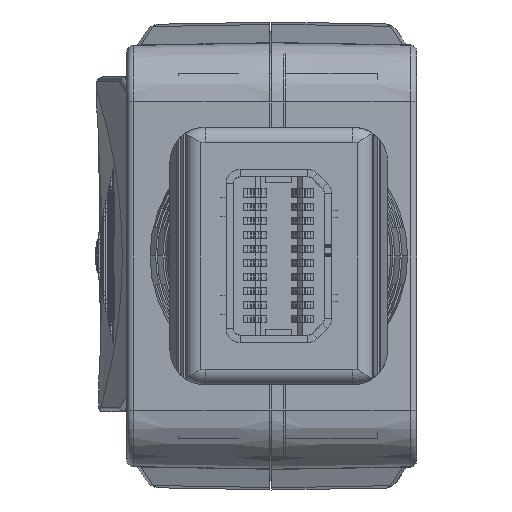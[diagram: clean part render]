
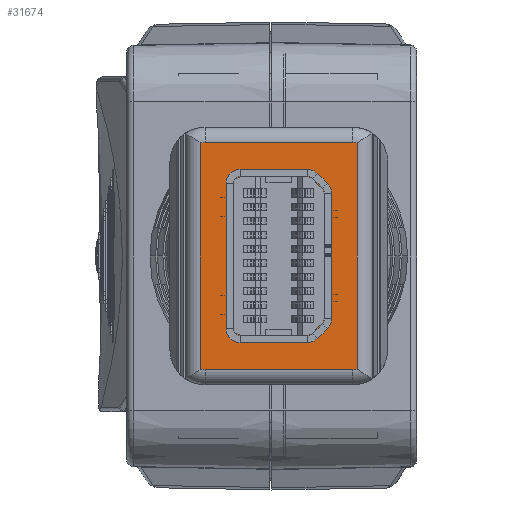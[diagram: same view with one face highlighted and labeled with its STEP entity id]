
A CAD part, left-side view. The second image highlights one B-rep face of the part: STEP entity #31674.
In plain terms, the highlighted face is planar.
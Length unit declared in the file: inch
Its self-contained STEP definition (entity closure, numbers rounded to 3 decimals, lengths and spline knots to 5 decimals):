
#564 = ORIENTED_EDGE ( 'NONE', *, *, #59034, .T. ) ;
#2699 = LINE ( 'NONE', #95692, #29583 ) ;
#9862 = LINE ( 'NONE', #17787, #24913 ) ;
#14135 = DIRECTION ( 'NONE',  ( 0., 0., 1. ) ) ;
#14636 = VECTOR ( 'NONE', #99689, 39.37008 ) ;
#17787 = CARTESIAN_POINT ( 'NONE',  ( 0.3563, 0.13189, 0.21654 ) ) ;
#18619 = CARTESIAN_POINT ( 'NONE',  ( 0.3563, 0.12402, 0.15748 ) ) ;
#19171 = VERTEX_POINT ( 'NONE', #52992 ) ;
#22436 = CARTESIAN_POINT ( 'NONE',  ( 0.3563, 0.12402, 0.19094 ) ) ;
#23311 = CARTESIAN_POINT ( 'NONE',  ( 0.3563, -0.13189, 0.21654 ) ) ;
#24224 = AXIS2_PLACEMENT_3D ( 'NONE', #124562, #94807, #57696 ) ;
#24913 = VECTOR ( 'NONE', #25811, 39.37008 ) ;
#25383 = ORIENTED_EDGE ( 'NONE', *, *, #45990, .T. ) ;
#25811 = DIRECTION ( 'NONE',  ( 0., 0., 1. ) ) ;
#27036 = AXIS2_PLACEMENT_3D ( 'NONE', #70425, #42233, #117995 ) ;
#28958 = VECTOR ( 'NONE', #99439, 39.37008 ) ;
#29583 = VECTOR ( 'NONE', #66579, 39.37008 ) ;
#30042 = PLANE ( 'NONE',  #41901 ) ;
#31674 = ADVANCED_FACE ( 'NONE', ( #49809 ), #30042, .F. ) ;
#32339 = CARTESIAN_POINT ( 'NONE',  ( 0.3563, 0.17126, -0.19094 ) ) ;
#33011 = DIRECTION ( 'NONE',  ( 1., 0., 0. ) ) ;
#35256 = CARTESIAN_POINT ( 'NONE',  ( 0.3563, 0.13189, 0.19001 ) ) ;
#35472 = VERTEX_POINT ( 'NONE', #66060 ) ;
#38679 = DIRECTION ( 'NONE',  ( 0., 0., 1. ) ) ;
#40109 = LINE ( 'NONE', #32339, #14636 ) ;
#41790 = EDGE_CURVE ( 'NONE', #117266, #89227, #58932, .T. ) ;
#41901 = AXIS2_PLACEMENT_3D ( 'NONE', #97382, #47663, #57339 ) ;
#42233 = DIRECTION ( 'NONE',  ( 1., 0., 0. ) ) ;
#42864 = EDGE_CURVE ( 'NONE', #89227, #50337, #121563, .T. ) ;
#45990 = EDGE_CURVE ( 'NONE', #117259, #19171, #2699, .T. ) ;
#47663 = DIRECTION ( 'NONE',  ( -1., 0., 0. ) ) ;
#49809 = FACE_OUTER_BOUND ( 'NONE', #100793, .T. ) ;
#50337 = VERTEX_POINT ( 'NONE', #83882 ) ;
#52555 = VERTEX_POINT ( 'NONE', #75933 ) ;
#52992 = CARTESIAN_POINT ( 'NONE',  ( 0.3563, -0.12402, 0.19094 ) ) ;
#53972 = VERTEX_POINT ( 'NONE', #35256 ) ;
#57339 = DIRECTION ( 'NONE',  ( 0., 0., 1. ) ) ;
#57696 = DIRECTION ( 'NONE',  ( 0., 0., 1. ) ) ;
#58932 = LINE ( 'NONE', #23311, #28958 ) ;
#59034 = EDGE_CURVE ( 'NONE', #35472, #52555, #93853, .T. ) ;
#63184 = ORIENTED_EDGE ( 'NONE', *, *, #42864, .T. ) ;
#66060 = CARTESIAN_POINT ( 'NONE',  ( 0.3563, 0.12402, -0.19094 ) ) ;
#66579 = DIRECTION ( 'NONE',  ( 0., -1., 0. ) ) ;
#68665 = CARTESIAN_POINT ( 'NONE',  ( 0.3563, -0.13189, -0.19001 ) ) ;
#69718 = CIRCLE ( 'NONE', #121554, 0.03346 ) ;
#70425 = CARTESIAN_POINT ( 'NONE',  ( 0.3563, -0.12402, -0.15748 ) ) ;
#75933 = CARTESIAN_POINT ( 'NONE',  ( 0.3563, 0.13189, -0.19001 ) ) ;
#76166 = ORIENTED_EDGE ( 'NONE', *, *, #102095, .T. ) ;
#79353 = ORIENTED_EDGE ( 'NONE', *, *, #80251, .T. ) ;
#80251 = EDGE_CURVE ( 'NONE', #50337, #35472, #40109, .T. ) ;
#80304 = ORIENTED_EDGE ( 'NONE', *, *, #86614, .T. ) ;
#83882 = CARTESIAN_POINT ( 'NONE',  ( 0.3563, -0.12402, -0.19094 ) ) ;
#86614 = EDGE_CURVE ( 'NONE', #52555, #53972, #9862, .T. ) ;
#89227 = VERTEX_POINT ( 'NONE', #68665 ) ;
#90214 = CARTESIAN_POINT ( 'NONE',  ( 0.3563, 0.12402, -0.15748 ) ) ;
#91553 = ORIENTED_EDGE ( 'NONE', *, *, #41790, .T. ) ;
#93853 = CIRCLE ( 'NONE', #106053, 0.03346 ) ;
#94807 = DIRECTION ( 'NONE',  ( 1., 0., 0. ) ) ;
#95692 = CARTESIAN_POINT ( 'NONE',  ( 0.3563, 0.17126, 0.19094 ) ) ;
#96400 = DIRECTION ( 'NONE',  ( 1., 0., 0. ) ) ;
#97382 = CARTESIAN_POINT ( 'NONE',  ( 0.3563, 0.17126, 0.21654 ) ) ;
#99439 = DIRECTION ( 'NONE',  ( 0., 0., -1. ) ) ;
#99689 = DIRECTION ( 'NONE',  ( 0., 1., 0. ) ) ;
#100793 = EDGE_LOOP ( 'NONE', ( #120804, #91553, #63184, #79353, #564, #80304, #76166, #25383 ) ) ;
#102095 = EDGE_CURVE ( 'NONE', #53972, #117259, #69718, .T. ) ;
#106053 = AXIS2_PLACEMENT_3D ( 'NONE', #90214, #33011, #14135 ) ;
#109479 = CARTESIAN_POINT ( 'NONE',  ( 0.3563, -0.13189, 0.19001 ) ) ;
#110359 = EDGE_CURVE ( 'NONE', #19171, #117266, #123853, .T. ) ;
#117259 = VERTEX_POINT ( 'NONE', #22436 ) ;
#117266 = VERTEX_POINT ( 'NONE', #109479 ) ;
#117995 = DIRECTION ( 'NONE',  ( 0., 0., 1. ) ) ;
#120804 = ORIENTED_EDGE ( 'NONE', *, *, #110359, .T. ) ;
#121554 = AXIS2_PLACEMENT_3D ( 'NONE', #18619, #96400, #38679 ) ;
#121563 = CIRCLE ( 'NONE', #27036, 0.03346 ) ;
#123853 = CIRCLE ( 'NONE', #24224, 0.03346 ) ;
#124562 = CARTESIAN_POINT ( 'NONE',  ( 0.3563, -0.12402, 0.15748 ) ) ;
